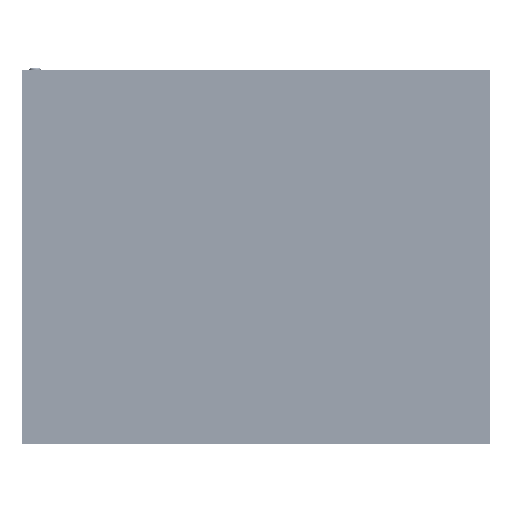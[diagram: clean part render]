
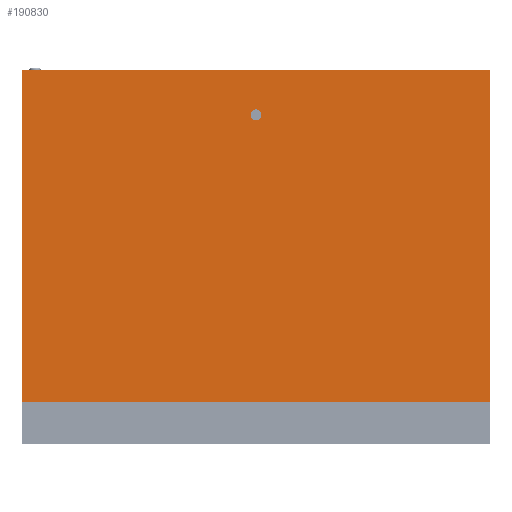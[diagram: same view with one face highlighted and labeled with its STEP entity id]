
A CAD part, front view. The second image highlights one B-rep face of the part: STEP entity #190830.
In plain terms, the highlighted planar face has unit normal (0, -1, 0).
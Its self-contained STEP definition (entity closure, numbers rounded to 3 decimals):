
#406 = EDGE_CURVE ( 'NONE', #155978, #50516, #161095, .T. ) ;
#2259 = LINE ( 'NONE', #20191, #51986 ) ;
#6883 = AXIS2_PLACEMENT_3D ( 'NONE', #51030, #81906, #127747 ) ;
#10807 = CARTESIAN_POINT ( 'NONE',  ( -8.75, 0., 228.25 ) ) ;
#10991 = LINE ( 'NONE', #71807, #121649 ) ;
#11819 = EDGE_CURVE ( 'NONE', #96442, #155978, #10991, .T. ) ;
#20191 = CARTESIAN_POINT ( 'NONE',  ( 375., 0., 299.75 ) ) ;
#24731 = EDGE_CURVE ( 'NONE', #168819, #168697, #92817, .T. ) ;
#32936 = EDGE_LOOP ( 'NONE', ( #111275, #66540, #77431, #104910 ) ) ;
#37514 = AXIS2_PLACEMENT_3D ( 'NONE', #92210, #91253, #136110 ) ;
#37742 = CARTESIAN_POINT ( 'NONE',  ( -375., 0., -232.25 ) ) ;
#40262 = AXIS2_PLACEMENT_3D ( 'NONE', #128015, #68201, #52271 ) ;
#41966 = LINE ( 'NONE', #114769, #168025 ) ;
#48333 = FACE_OUTER_BOUND ( 'NONE', #32936, .T. ) ;
#50516 = VERTEX_POINT ( 'NONE', #90231 ) ;
#50645 = ORIENTED_EDGE ( 'NONE', *, *, #129761, .F. ) ;
#51030 = CARTESIAN_POINT ( 'NONE',  ( 0., 0., 228.25 ) ) ;
#51986 = VECTOR ( 'NONE', #63095, 1000. ) ;
#52271 = DIRECTION ( 'NONE',  ( -1., 0., 0. ) ) ;
#61351 = EDGE_LOOP ( 'NONE', ( #117339, #50645 ) ) ;
#63095 = DIRECTION ( 'NONE',  ( -1., 0., 0. ) ) ;
#65752 = CIRCLE ( 'NONE', #40262, 8.75 ) ;
#66540 = ORIENTED_EDGE ( 'NONE', *, *, #173758, .T. ) ;
#68201 = DIRECTION ( 'NONE',  ( 0., -1., 0. ) ) ;
#71807 = CARTESIAN_POINT ( 'NONE',  ( -375., 0., -232.25 ) ) ;
#74375 = PLANE ( 'NONE',  #37514 ) ;
#77289 = FACE_BOUND ( 'NONE', #61351, .T. ) ;
#77431 = ORIENTED_EDGE ( 'NONE', *, *, #110184, .T. ) ;
#81906 = DIRECTION ( 'NONE',  ( 0., -1., 0. ) ) ;
#85324 = CARTESIAN_POINT ( 'NONE',  ( 375., 0., -232.25 ) ) ;
#89251 = DIRECTION ( 'NONE',  ( 0., 0., 1. ) ) ;
#90231 = CARTESIAN_POINT ( 'NONE',  ( 375., 0., 299.75 ) ) ;
#91253 = DIRECTION ( 'NONE',  ( 0., 1., 0. ) ) ;
#91533 = CARTESIAN_POINT ( 'NONE',  ( -375., 0., 299.75 ) ) ;
#92210 = CARTESIAN_POINT ( 'NONE',  ( 0., 0., 0. ) ) ;
#92817 = CIRCLE ( 'NONE', #6883, 8.75 ) ;
#96442 = VERTEX_POINT ( 'NONE', #37742 ) ;
#98237 = VERTEX_POINT ( 'NONE', #91533 ) ;
#102754 = DIRECTION ( 'NONE',  ( 0., 0., -1. ) ) ;
#104910 = ORIENTED_EDGE ( 'NONE', *, *, #11819, .T. ) ;
#106057 = CARTESIAN_POINT ( 'NONE',  ( 375., 0., -232.25 ) ) ;
#110184 = EDGE_CURVE ( 'NONE', #98237, #96442, #41966, .T. ) ;
#111275 = ORIENTED_EDGE ( 'NONE', *, *, #406, .T. ) ;
#114769 = CARTESIAN_POINT ( 'NONE',  ( -375., 0., 299.75 ) ) ;
#117339 = ORIENTED_EDGE ( 'NONE', *, *, #24731, .F. ) ;
#119193 = VECTOR ( 'NONE', #89251, 1000. ) ;
#121649 = VECTOR ( 'NONE', #194398, 1000. ) ;
#127747 = DIRECTION ( 'NONE',  ( 1., 0., 0. ) ) ;
#128015 = CARTESIAN_POINT ( 'NONE',  ( 0., 0., 228.25 ) ) ;
#129761 = EDGE_CURVE ( 'NONE', #168697, #168819, #65752, .T. ) ;
#136110 = DIRECTION ( 'NONE',  ( 1., 0., 0. ) ) ;
#137304 = CARTESIAN_POINT ( 'NONE',  ( 8.75, 0., 228.25 ) ) ;
#155978 = VERTEX_POINT ( 'NONE', #106057 ) ;
#161095 = LINE ( 'NONE', #85324, #119193 ) ;
#168025 = VECTOR ( 'NONE', #102754, 1000. ) ;
#168697 = VERTEX_POINT ( 'NONE', #10807 ) ;
#168819 = VERTEX_POINT ( 'NONE', #137304 ) ;
#173758 = EDGE_CURVE ( 'NONE', #50516, #98237, #2259, .T. ) ;
#190830 = ADVANCED_FACE ( 'NONE', ( #48333, #77289 ), #74375, .F. ) ;
#194398 = DIRECTION ( 'NONE',  ( 1., 0., 0. ) ) ;
